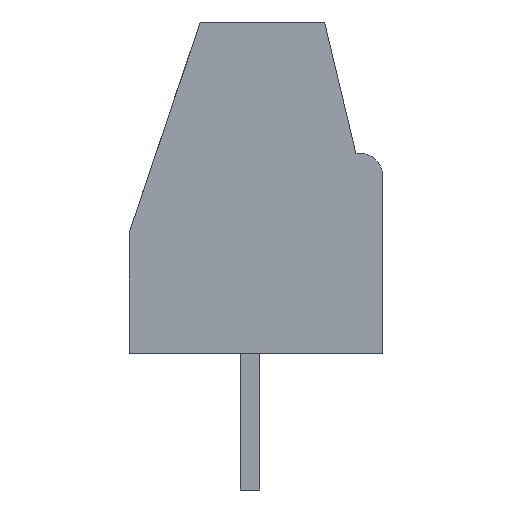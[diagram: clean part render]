
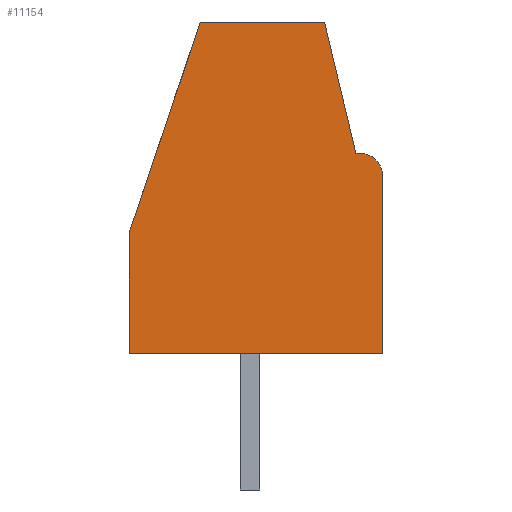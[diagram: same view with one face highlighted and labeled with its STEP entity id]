
A CAD part, left-side view. The second image highlights one B-rep face of the part: STEP entity #11154.
In plain terms, the highlighted planar face has unit normal (-1, 0, 0).
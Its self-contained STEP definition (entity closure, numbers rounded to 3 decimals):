
#95 = EDGE_CURVE ( 'NONE', #19247, #16112, #623, .T. ) ;
#623 = LINE ( 'NONE', #5428, #3513 ) ;
#760 = EDGE_CURVE ( 'NONE', #2356, #3170, #13517, .T. ) ;
#867 = CARTESIAN_POINT ( 'NONE',  ( -5.33, -3.4, 8.5 ) ) ;
#1470 = DIRECTION ( 'NONE',  ( 0., -0.233, -0.973 ) ) ;
#1618 = CARTESIAN_POINT ( 'NONE',  ( -5.33, -2.713, 5.14 ) ) ;
#1857 = VECTOR ( 'NONE', #18056, 1000. ) ;
#2095 = CARTESIAN_POINT ( 'NONE',  ( -5.33, 1.278, 8.5 ) ) ;
#2356 = VERTEX_POINT ( 'NONE', #16886 ) ;
#2391 = CARTESIAN_POINT ( 'NONE',  ( -5.33, 3.1, 3.098 ) ) ;
#2979 = EDGE_CURVE ( 'NONE', #16737, #19247, #12194, .T. ) ;
#3132 = CARTESIAN_POINT ( 'NONE',  ( -5.33, -1.908, 8.5 ) ) ;
#3152 = CARTESIAN_POINT ( 'NONE',  ( -5.33, -2.8, 5.14 ) ) ;
#3170 = VERTEX_POINT ( 'NONE', #18626 ) ;
#3393 = ORIENTED_EDGE ( 'NONE', *, *, #19160, .F. ) ;
#3513 = VECTOR ( 'NONE', #6895, 1000. ) ;
#4170 = FACE_OUTER_BOUND ( 'NONE', #10044, .T. ) ;
#4451 = DIRECTION ( 'NONE',  ( 0., -1., 0. ) ) ;
#4655 = DIRECTION ( 'NONE',  ( 0., 0., -1. ) ) ;
#4673 = VERTEX_POINT ( 'NONE', #3152 ) ;
#4740 = VERTEX_POINT ( 'NONE', #7659 ) ;
#4863 = DIRECTION ( 'NONE',  ( 0., -0.32, 0.948 ) ) ;
#5157 = VECTOR ( 'NONE', #13380, 1000. ) ;
#5353 = CARTESIAN_POINT ( 'NONE',  ( -5.33, 3.1, 8.5 ) ) ;
#5428 = CARTESIAN_POINT ( 'NONE',  ( -5.33, 3.1, 0. ) ) ;
#5545 = ORIENTED_EDGE ( 'NONE', *, *, #760, .F. ) ;
#5689 = VECTOR ( 'NONE', #1470, 1000. ) ;
#5924 = LINE ( 'NONE', #17845, #10189 ) ;
#5927 = CARTESIAN_POINT ( 'NONE',  ( -5.33, -3.4, 0. ) ) ;
#5934 = DIRECTION ( 'NONE',  ( -1., 0., 0. ) ) ;
#6116 = CARTESIAN_POINT ( 'NONE',  ( -5.33, 3.1, 8.5 ) ) ;
#6153 = ORIENTED_EDGE ( 'NONE', *, *, #95, .T. ) ;
#6329 = ORIENTED_EDGE ( 'NONE', *, *, #19043, .F. ) ;
#6895 = DIRECTION ( 'NONE',  ( 0., -1., 0. ) ) ;
#7659 = CARTESIAN_POINT ( 'NONE',  ( -5.33, 1.278, 8.5 ) ) ;
#7796 = CARTESIAN_POINT ( 'NONE',  ( -5.33, 3.1, 0. ) ) ;
#8364 = AXIS2_PLACEMENT_3D ( 'NONE', #5353, #13184, #4655 ) ;
#8867 = LINE ( 'NONE', #1618, #5157 ) ;
#8885 = EDGE_CURVE ( 'NONE', #12100, #4673, #16794, .T. ) ;
#9159 = LINE ( 'NONE', #2095, #17940 ) ;
#9506 = EDGE_CURVE ( 'NONE', #4740, #2356, #5924, .T. ) ;
#9925 = ORIENTED_EDGE ( 'NONE', *, *, #18753, .F. ) ;
#10044 = EDGE_LOOP ( 'NONE', ( #9925, #17081, #6329, #5545, #10771, #3393, #15915, #6153 ) ) ;
#10189 = VECTOR ( 'NONE', #4451, 1000. ) ;
#10771 = ORIENTED_EDGE ( 'NONE', *, *, #9506, .F. ) ;
#10798 = CARTESIAN_POINT ( 'NONE',  ( -5.33, -2.8, 4.54 ) ) ;
#11154 = ADVANCED_FACE ( 'NONE', ( #4170 ), #17572, .F. ) ;
#12100 = VERTEX_POINT ( 'NONE', #18480 ) ;
#12194 = LINE ( 'NONE', #6116, #1857 ) ;
#13184 = DIRECTION ( 'NONE',  ( 1., 0., 0. ) ) ;
#13380 = DIRECTION ( 'NONE',  ( 0., -1., 0. ) ) ;
#13517 = LINE ( 'NONE', #3132, #5689 ) ;
#14194 = LINE ( 'NONE', #867, #15787 ) ;
#14382 = DIRECTION ( 'NONE',  ( 0., 0., -1. ) ) ;
#15787 = VECTOR ( 'NONE', #14382, 1000. ) ;
#15915 = ORIENTED_EDGE ( 'NONE', *, *, #2979, .T. ) ;
#16112 = VERTEX_POINT ( 'NONE', #5927 ) ;
#16400 = DIRECTION ( 'NONE',  ( 0., 0., -1. ) ) ;
#16737 = VERTEX_POINT ( 'NONE', #2391 ) ;
#16794 = CIRCLE ( 'NONE', #18930, 0.6 ) ;
#16886 = CARTESIAN_POINT ( 'NONE',  ( -5.33, -1.908, 8.5 ) ) ;
#17081 = ORIENTED_EDGE ( 'NONE', *, *, #8885, .T. ) ;
#17572 = PLANE ( 'NONE',  #8364 ) ;
#17845 = CARTESIAN_POINT ( 'NONE',  ( -5.33, 3.1, 8.5 ) ) ;
#17940 = VECTOR ( 'NONE', #4863, 1000. ) ;
#18056 = DIRECTION ( 'NONE',  ( 0., 0., -1. ) ) ;
#18480 = CARTESIAN_POINT ( 'NONE',  ( -5.33, -3.4, 4.54 ) ) ;
#18626 = CARTESIAN_POINT ( 'NONE',  ( -5.33, -2.713, 5.14 ) ) ;
#18753 = EDGE_CURVE ( 'NONE', #12100, #16112, #14194, .T. ) ;
#18930 = AXIS2_PLACEMENT_3D ( 'NONE', #10798, #5934, #16400 ) ;
#19043 = EDGE_CURVE ( 'NONE', #3170, #4673, #8867, .T. ) ;
#19160 = EDGE_CURVE ( 'NONE', #16737, #4740, #9159, .T. ) ;
#19247 = VERTEX_POINT ( 'NONE', #7796 ) ;
